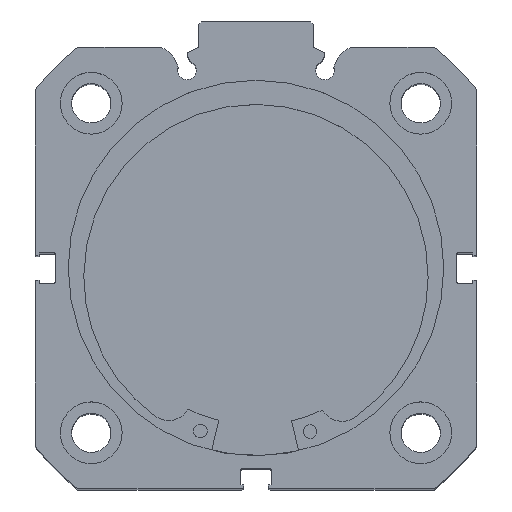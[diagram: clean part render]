
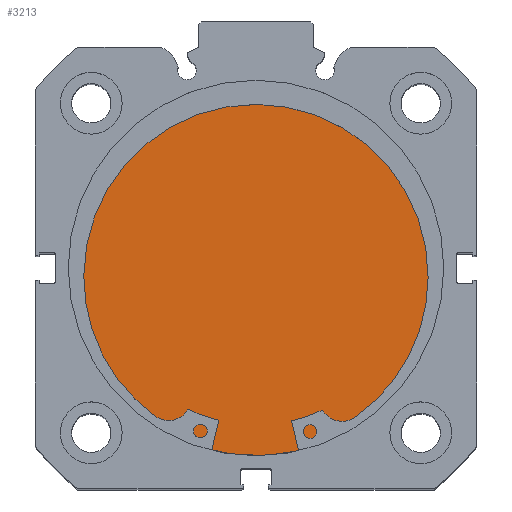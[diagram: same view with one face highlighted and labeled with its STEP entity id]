
A CAD part, top view. The second image highlights one B-rep face of the part: STEP entity #3213.
In plain terms, the highlighted face is planar.
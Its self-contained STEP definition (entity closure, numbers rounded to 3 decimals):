
#139 = DIRECTION ( 'NONE',  ( 0., 0., 1. ) ) ;
#141 = DIRECTION ( 'NONE',  ( -1., 0., 0. ) ) ;
#145 = CARTESIAN_POINT ( 'NONE',  ( 12., 0., 0. ) ) ;
#394 = CARTESIAN_POINT ( 'NONE',  ( 12., 0., 0. ) ) ;
#428 = DIRECTION ( 'NONE',  ( 0., 0., 1. ) ) ;
#429 = DIRECTION ( 'NONE',  ( -1., 0., 0. ) ) ;
#861 = ORIENTED_EDGE ( 'NONE', *, *, #2173, .F. ) ;
#880 = ORIENTED_EDGE ( 'NONE', *, *, #2122, .F. ) ;
#1264 = EDGE_LOOP ( 'NONE', ( #880, #861 ) ) ;
#2122 = EDGE_CURVE ( 'NONE', #6852, #6857, #3592, .T. ) ;
#2173 = EDGE_CURVE ( 'NONE', #6857, #6852, #3666, .T. ) ;
#2571 = AXIS2_PLACEMENT_3D ( 'NONE', #394, #429, #428 ) ;
#2594 = AXIS2_PLACEMENT_3D ( 'NONE', #145, #141, #139 ) ;
#2895 = AXIS2_PLACEMENT_3D ( 'NONE', #5523, #5526, #5527 ) ;
#3213 = ADVANCED_FACE ( 'NONE', ( #5673 ), #5524, .F. ) ;
#3592 = CIRCLE ( 'NONE', #2571, 41. ) ;
#3666 = CIRCLE ( 'NONE', #2594, 41. ) ;
#5523 = CARTESIAN_POINT ( 'NONE',  ( 12., 41., 0. ) ) ;
#5524 = PLANE ( 'NONE',  #2895 ) ;
#5526 = DIRECTION ( 'NONE',  ( -1., 0., 0. ) ) ;
#5527 = DIRECTION ( 'NONE',  ( 0., 0., 1. ) ) ;
#5673 = FACE_OUTER_BOUND ( 'NONE', #1264, .T. ) ;
#6469 = CARTESIAN_POINT ( 'NONE',  ( 12., 0., 41. ) ) ;
#6473 = CARTESIAN_POINT ( 'NONE',  ( 12., 0., -41. ) ) ;
#6852 = VERTEX_POINT ( 'NONE', #6469 ) ;
#6857 = VERTEX_POINT ( 'NONE', #6473 ) ;
